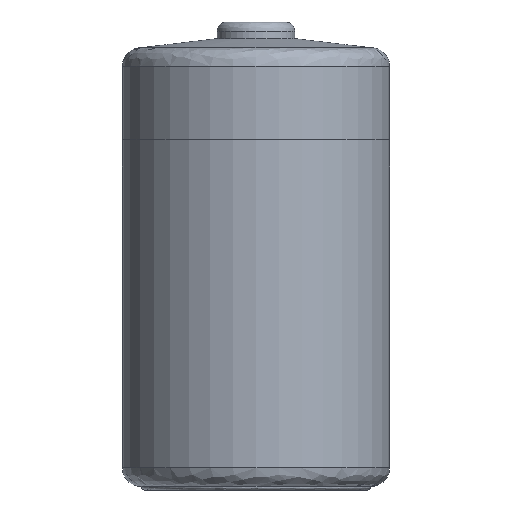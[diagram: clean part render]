
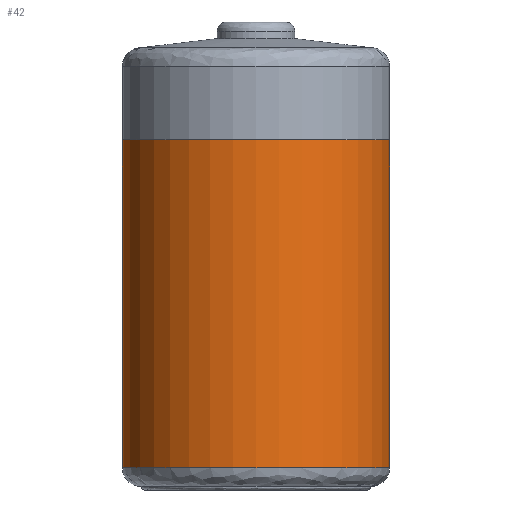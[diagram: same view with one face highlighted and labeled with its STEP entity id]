
A CAD part, front view. The second image highlights one B-rep face of the part: STEP entity #42.
In plain terms, the highlighted cylindrical face has radius 7.25 mm (diameter 14.5 mm), a partial arc.
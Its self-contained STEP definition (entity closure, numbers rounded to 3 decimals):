
#42 = ADVANCED_FACE ( 'NONE', ( #884 ), #889, .T. ) ;
#76 = DIRECTION ( 'NONE',  ( 0., 0., 1. ) ) ;
#124 = ORIENTED_EDGE ( 'NONE', *, *, #478, .T. ) ;
#149 = AXIS2_PLACEMENT_3D ( 'NONE', #1423, #366, #265 ) ;
#188 = VECTOR ( 'NONE', #1002, 1000. ) ;
#195 = EDGE_CURVE ( 'NONE', #217, #769, #438, .T. ) ;
#213 = CARTESIAN_POINT ( 'NONE',  ( 0., 0., 1.2 ) ) ;
#217 = VERTEX_POINT ( 'NONE', #778 ) ;
#252 = CARTESIAN_POINT ( 'NONE',  ( 7.25, 0., 19. ) ) ;
#265 = DIRECTION ( 'NONE',  ( 1., 0., 0. ) ) ;
#294 = DIRECTION ( 'NONE',  ( 0., 0., 1. ) ) ;
#310 = DIRECTION ( 'NONE',  ( 1., 0., 0. ) ) ;
#335 = CIRCLE ( 'NONE', #1187, 7.25 ) ;
#351 = CARTESIAN_POINT ( 'NONE',  ( -7.25, 0., 0.2 ) ) ;
#366 = DIRECTION ( 'NONE',  ( 0., 0., -1. ) ) ;
#415 = CARTESIAN_POINT ( 'NONE',  ( -7.25, 0., 19. ) ) ;
#430 = VERTEX_POINT ( 'NONE', #697 ) ;
#438 = LINE ( 'NONE', #351, #188 ) ;
#478 = EDGE_CURVE ( 'NONE', #217, #430, #335, .T. ) ;
#518 = ORIENTED_EDGE ( 'NONE', *, *, #195, .F. ) ;
#533 = EDGE_LOOP ( 'NONE', ( #518, #124, #1393, #627 ) ) ;
#601 = DIRECTION ( 'NONE',  ( 0., 0., 1. ) ) ;
#627 = ORIENTED_EDGE ( 'NONE', *, *, #637, .T. ) ;
#637 = EDGE_CURVE ( 'NONE', #1402, #769, #1375, .T. ) ;
#697 = CARTESIAN_POINT ( 'NONE',  ( 7.25, 0., 1.2 ) ) ;
#702 = VECTOR ( 'NONE', #601, 1000. ) ;
#746 = DIRECTION ( 'NONE',  ( 1., 0., 0. ) ) ;
#769 = VERTEX_POINT ( 'NONE', #415 ) ;
#778 = CARTESIAN_POINT ( 'NONE',  ( -7.25, 0., 1.2 ) ) ;
#884 = FACE_OUTER_BOUND ( 'NONE', #533, .T. ) ;
#889 = CYLINDRICAL_SURFACE ( 'NONE', #1347, 7.25 ) ;
#1002 = DIRECTION ( 'NONE',  ( 0., 0., 1. ) ) ;
#1059 = EDGE_CURVE ( 'NONE', #430, #1402, #1283, .T. ) ;
#1096 = CARTESIAN_POINT ( 'NONE',  ( 0., 0., 0.2 ) ) ;
#1183 = CARTESIAN_POINT ( 'NONE',  ( 7.25, 0., 0.2 ) ) ;
#1187 = AXIS2_PLACEMENT_3D ( 'NONE', #213, #76, #746 ) ;
#1283 = LINE ( 'NONE', #1183, #702 ) ;
#1347 = AXIS2_PLACEMENT_3D ( 'NONE', #1096, #294, #310 ) ;
#1375 = CIRCLE ( 'NONE', #149, 7.25 ) ;
#1393 = ORIENTED_EDGE ( 'NONE', *, *, #1059, .T. ) ;
#1402 = VERTEX_POINT ( 'NONE', #252 ) ;
#1423 = CARTESIAN_POINT ( 'NONE',  ( 0., 0., 19. ) ) ;
